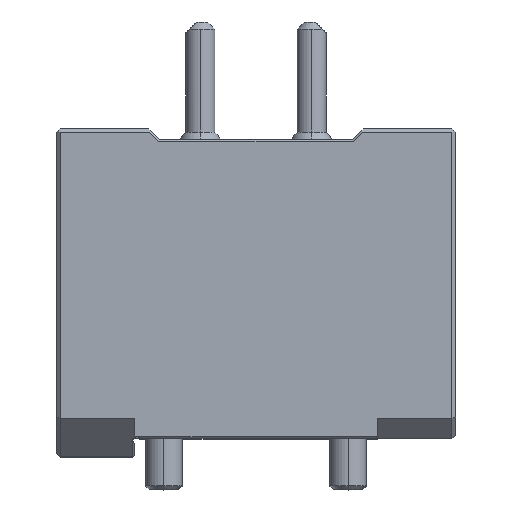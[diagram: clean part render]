
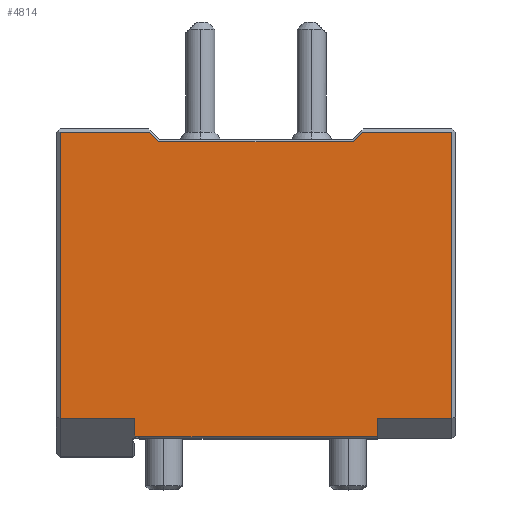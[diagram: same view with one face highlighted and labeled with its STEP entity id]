
A CAD part, top view. The second image highlights one B-rep face of the part: STEP entity #4814.
In plain terms, the highlighted planar face has unit normal (0, 0, 1).
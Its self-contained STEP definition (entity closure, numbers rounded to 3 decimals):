
#58=DIRECTION('',(0.706,-0.708,0.));
#59=VECTOR('',#58,0.706);
#60=CARTESIAN_POINT('',(-33.274,1.005,42.5));
#61=LINE('',#60,#59);
#62=DIRECTION('',(0.,1.,0.));
#63=VECTOR('',#62,4.495);
#64=CARTESIAN_POINT('',(-33.274,1.005,42.5));
#65=LINE('',#64,#63);
#66=DIRECTION('',(1.,0.,0.));
#67=VECTOR('',#66,20.5);
#68=CARTESIAN_POINT('',(-53.774,5.5,42.5));
#69=LINE('',#68,#67);
#70=DIRECTION('',(0.,-1.,0.));
#71=VECTOR('',#70,78.5);
#72=CARTESIAN_POINT('',(-53.774,84.,42.5));
#73=LINE('',#72,#71);
#74=DIRECTION('',(1.,0.,0.));
#75=VECTOR('',#74,24.567);
#76=CARTESIAN_POINT('',(-53.774,84.,42.5));
#77=LINE('',#76,#75);
#78=DIRECTION('',(-0.707,0.707,0.));
#79=VECTOR('',#78,3.536);
#80=CARTESIAN_POINT('',(-26.707,81.5,42.5));
#81=LINE('',#80,#79);
#82=DIRECTION('',(-1.,0.,0.));
#83=VECTOR('',#82,53.414);
#84=CARTESIAN_POINT('',(26.707,81.5,42.5));
#85=LINE('',#84,#83);
#86=DIRECTION('',(-0.707,-0.707,0.));
#87=VECTOR('',#86,3.536);
#88=CARTESIAN_POINT('',(29.207,84.,42.5));
#89=LINE('',#88,#87);
#90=DIRECTION('',(1.,0.,0.));
#91=VECTOR('',#90,24.567);
#92=CARTESIAN_POINT('',(29.207,84.,42.5));
#93=LINE('',#92,#91);
#94=DIRECTION('',(0.,-1.,0.));
#95=VECTOR('',#94,78.5);
#96=CARTESIAN_POINT('',(53.774,84.,42.5));
#97=LINE('',#96,#95);
#98=DIRECTION('',(-1.,0.,0.));
#99=VECTOR('',#98,20.5);
#100=CARTESIAN_POINT('',(53.774,5.5,42.5));
#101=LINE('',#100,#99);
#102=DIRECTION('',(0.,1.,0.));
#103=VECTOR('',#102,5.);
#104=CARTESIAN_POINT('',(33.274,0.5,42.5));
#105=LINE('',#104,#103);
#106=DIRECTION('',(1.,0.,0.));
#107=VECTOR('',#106,65.953);
#108=CARTESIAN_POINT('',(-32.679,0.5,42.5));
#109=LINE('',#108,#107);
#110=CARTESIAN_POINT('',(-32.779,-0.495,42.5));
#111=DIRECTION('',(0.,0.,-1.));
#112=DIRECTION('',(0.003,1.,0.));
#113=AXIS2_PLACEMENT_3D('',#110,#111,#112);
#170=CARTESIAN_POINT('',(-32.679,0.5,42.5));
#3890=CARTESIAN_POINT('',(53.774,84.,42.5));
#3892=VERTEX_POINT('',#3890);
#3954=CARTESIAN_POINT('',(-26.707,81.5,42.5));
#3956=VERTEX_POINT('',#3954);
#3983=CARTESIAN_POINT('',(-53.774,84.,42.5));
#3984=VERTEX_POINT('',#3983);
#3985=CARTESIAN_POINT('',(26.707,81.5,42.5));
#3986=VERTEX_POINT('',#3985);
#3989=CARTESIAN_POINT('',(-29.207,84.,42.5));
#3991=VERTEX_POINT('',#3989);
#4126=CARTESIAN_POINT('',(-53.774,5.5,42.5));
#4128=VERTEX_POINT('',#4126);
#4149=CARTESIAN_POINT('',(-33.274,5.5,42.5));
#4150=VERTEX_POINT('',#4149);
#4175=VERTEX_POINT('',#170);
#4186=CARTESIAN_POINT('',(33.274,0.5,42.5));
#4187=VERTEX_POINT('',#4186);
#4191=CARTESIAN_POINT('',(-33.274,1.005,42.5));
#4192=CARTESIAN_POINT('',(-32.776,0.505,42.5));
#4193=VERTEX_POINT('',#4191);
#4194=VERTEX_POINT('',#4192);
#4195=CARTESIAN_POINT('',(29.207,84.,42.5));
#4196=VERTEX_POINT('',#4195);
#4208=CARTESIAN_POINT('',(33.274,5.5,42.5));
#4210=VERTEX_POINT('',#4208);
#4219=CARTESIAN_POINT('',(53.774,5.5,42.5));
#4220=VERTEX_POINT('',#4219);
#4782=CARTESIAN_POINT('',(-54.774,-5.,42.5));
#4783=DIRECTION('',(0.,0.,1.));
#4784=DIRECTION('',(1.,0.,0.));
#4785=AXIS2_PLACEMENT_3D('',#4782,#4783,#4784);
#4786=PLANE('',#4785);
#4787=ORIENTED_EDGE('',*,*,#4775,.F.);
#4788=ORIENTED_EDGE('',*,*,#4763,.T.);
#4789=ORIENTED_EDGE('',*,*,#4750,.F.);
#4791=ORIENTED_EDGE('',*,*,#4790,.F.);
#4793=ORIENTED_EDGE('',*,*,#4792,.T.);
#4795=ORIENTED_EDGE('',*,*,#4794,.F.);
#4797=ORIENTED_EDGE('',*,*,#4796,.F.);
#4799=ORIENTED_EDGE('',*,*,#4798,.F.);
#4801=ORIENTED_EDGE('',*,*,#4800,.T.);
#4803=ORIENTED_EDGE('',*,*,#4802,.T.);
#4805=ORIENTED_EDGE('',*,*,#4804,.T.);
#4807=ORIENTED_EDGE('',*,*,#4806,.F.);
#4809=ORIENTED_EDGE('',*,*,#4808,.F.);
#4811=ORIENTED_EDGE('',*,*,#4810,.F.);
#4812=EDGE_LOOP('',(#4787,#4788,#4789,#4791,#4793,#4795,#4797,#4799,#4801,#4803,
#4805,#4807,#4809,#4811));
#4813=FACE_OUTER_BOUND('',#4812,.F.);
#114=CIRCLE('',#113,1.);
#4750=EDGE_CURVE('',#4128,#4150,#69,.T.);
#4763=EDGE_CURVE('',#4193,#4150,#65,.T.);
#4775=EDGE_CURVE('',#4193,#4194,#61,.T.);
#4790=EDGE_CURVE('',#3984,#4128,#73,.T.);
#4792=EDGE_CURVE('',#3984,#3991,#77,.T.);
#4794=EDGE_CURVE('',#3956,#3991,#81,.T.);
#4796=EDGE_CURVE('',#3986,#3956,#85,.T.);
#4798=EDGE_CURVE('',#4196,#3986,#89,.T.);
#4800=EDGE_CURVE('',#4196,#3892,#93,.T.);
#4802=EDGE_CURVE('',#3892,#4220,#97,.T.);
#4804=EDGE_CURVE('',#4220,#4210,#101,.T.);
#4806=EDGE_CURVE('',#4187,#4210,#105,.T.);
#4808=EDGE_CURVE('',#4175,#4187,#109,.T.);
#4810=EDGE_CURVE('',#4194,#4175,#114,.T.);
#4814=ADVANCED_FACE('',(#4813),#4786,.T.);
